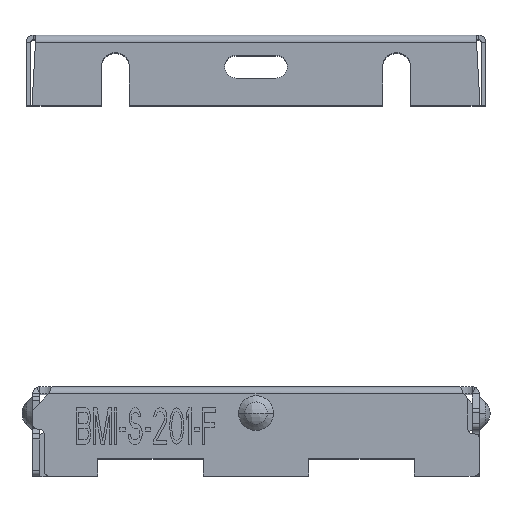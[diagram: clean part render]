
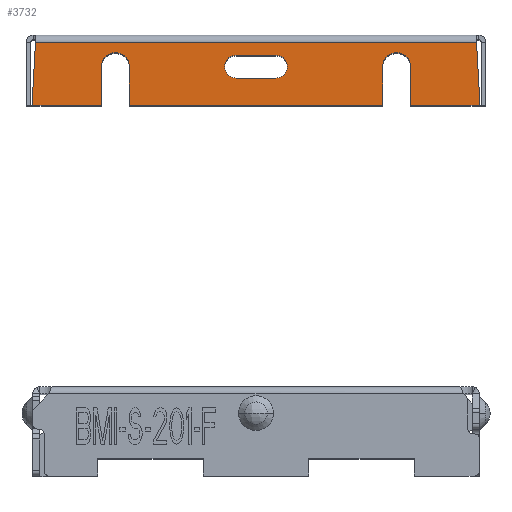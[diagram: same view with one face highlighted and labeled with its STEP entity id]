
A CAD part, top view. The second image highlights one B-rep face of the part: STEP entity #3732.
In plain terms, the highlighted planar face has unit normal (0, 0, 1).
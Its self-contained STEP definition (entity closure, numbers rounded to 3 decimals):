
#125 = VERTEX_POINT ( 'NONE', #7551 ) ;
#301 = EDGE_CURVE ( 'NONE', #125, #28236, #27703, .T. ) ;
#592 = EDGE_CURVE ( 'NONE', #14044, #14786, #7959, .T. ) ;
#671 = VERTEX_POINT ( 'NONE', #13602 ) ;
#696 = CARTESIAN_POINT ( 'NONE',  ( -0.565, 0.425, 7.01 ) ) ;
#899 = CARTESIAN_POINT ( 'NONE',  ( 6.33, 0.8, 7.01 ) ) ;
#1096 = DIRECTION ( 'NONE',  ( 0., -1., 0. ) ) ;
#1119 = DIRECTION ( 'NONE',  ( 0., 0., 1. ) ) ;
#1222 = VECTOR ( 'NONE', #18912, 1000. ) ;
#1314 = CARTESIAN_POINT ( 'NONE',  ( -3.6, -0.45, 7.01 ) ) ;
#1368 = ORIENTED_EDGE ( 'NONE', *, *, #14319, .F. ) ;
#1951 = VERTEX_POINT ( 'NONE', #31696 ) ;
#1961 = CARTESIAN_POINT ( 'NONE',  ( -4.4, 0.1, 7.01 ) ) ;
#1977 = LINE ( 'NONE', #6796, #30738 ) ;
#2040 = VERTEX_POINT ( 'NONE', #1961 ) ;
#2102 = CARTESIAN_POINT ( 'NONE',  ( 6.33, 0.8, 7.01 ) ) ;
#2163 = AXIS2_PLACEMENT_3D ( 'NONE', #899, #1119, #8315 ) ;
#2216 = DIRECTION ( 'NONE',  ( 0., 0., -1. ) ) ;
#2322 = CARTESIAN_POINT ( 'NONE',  ( 4., 0.1, 7.01 ) ) ;
#2423 = ORIENTED_EDGE ( 'NONE', *, *, #21203, .T. ) ;
#2476 = CARTESIAN_POINT ( 'NONE',  ( 0., -1., 7.01 ) ) ;
#2588 = LINE ( 'NONE', #5394, #21932 ) ;
#2730 = LINE ( 'NONE', #7620, #26391 ) ;
#2928 = VECTOR ( 'NONE', #11903, 1000. ) ;
#3732 = ADVANCED_FACE ( 'NONE', ( #27871, #32167 ), #23441, .T. ) ;
#3829 = ORIENTED_EDGE ( 'NONE', *, *, #5755, .T. ) ;
#4261 = CARTESIAN_POINT ( 'NONE',  ( 6.37, -1., 7.01 ) ) ;
#4493 = ORIENTED_EDGE ( 'NONE', *, *, #31238, .T. ) ;
#4659 = DIRECTION ( 'NONE',  ( 1., 0., 0. ) ) ;
#5324 = EDGE_CURVE ( 'NONE', #32414, #1951, #2588, .T. ) ;
#5394 = CARTESIAN_POINT ( 'NONE',  ( 0., -0.225, 7.01 ) ) ;
#5434 = EDGE_CURVE ( 'NONE', #14786, #24816, #17585, .T. ) ;
#5510 = LINE ( 'NONE', #2476, #10221 ) ;
#5626 = DIRECTION ( 'NONE',  ( 0.056, -0.998, 0. ) ) ;
#5687 = DIRECTION ( 'NONE',  ( 0., 0., -1. ) ) ;
#5755 = EDGE_CURVE ( 'NONE', #32414, #13513, #12404, .T. ) ;
#6113 = CARTESIAN_POINT ( 'NONE',  ( -4.4, -0.45, 7.01 ) ) ;
#6370 = ORIENTED_EDGE ( 'NONE', *, *, #23608, .T. ) ;
#6415 = CARTESIAN_POINT ( 'NONE',  ( 3.6, -1., 7.01 ) ) ;
#6648 = DIRECTION ( 'NONE',  ( 0., 0., -1. ) ) ;
#6796 = CARTESIAN_POINT ( 'NONE',  ( 3.6, -0.45, 7.01 ) ) ;
#7029 = ORIENTED_EDGE ( 'NONE', *, *, #5324, .F. ) ;
#7439 = CIRCLE ( 'NONE', #11660, 0.4 ) ;
#7551 = CARTESIAN_POINT ( 'NONE',  ( -6.37, -1., 7.01 ) ) ;
#7616 = CARTESIAN_POINT ( 'NONE',  ( 6.27, 0.8, 7.01 ) ) ;
#7620 = CARTESIAN_POINT ( 'NONE',  ( 0., -1., 7.01 ) ) ;
#7649 = EDGE_LOOP ( 'NONE', ( #1368, #29081, #25313, #12696, #11089, #20695, #32531, #28271, #6370, #11578, #11252, #9234 ) ) ;
#7959 = LINE ( 'NONE', #28289, #1222 ) ;
#7979 = VECTOR ( 'NONE', #1096, 1000. ) ;
#8281 = VERTEX_POINT ( 'NONE', #22122 ) ;
#8315 = DIRECTION ( 'NONE',  ( 1., 0., 0. ) ) ;
#8338 = EDGE_CURVE ( 'NONE', #125, #671, #5510, .T. ) ;
#8434 = LINE ( 'NONE', #1314, #2928 ) ;
#8698 = DIRECTION ( 'NONE',  ( 1., 0., 0. ) ) ;
#9197 = CIRCLE ( 'NONE', #9542, 0.325 ) ;
#9234 = ORIENTED_EDGE ( 'NONE', *, *, #28845, .F. ) ;
#9542 = AXIS2_PLACEMENT_3D ( 'NONE', #25749, #5687, #23422 ) ;
#9627 = EDGE_CURVE ( 'NONE', #2040, #12744, #7439, .T. ) ;
#9926 = CARTESIAN_POINT ( 'NONE',  ( -0.565, -0.225, 7.01 ) ) ;
#10221 = VECTOR ( 'NONE', #12705, 1000. ) ;
#11089 = ORIENTED_EDGE ( 'NONE', *, *, #9627, .T. ) ;
#11252 = ORIENTED_EDGE ( 'NONE', *, *, #5434, .T. ) ;
#11578 = ORIENTED_EDGE ( 'NONE', *, *, #592, .T. ) ;
#11599 = VERTEX_POINT ( 'NONE', #14342 ) ;
#11660 = AXIS2_PLACEMENT_3D ( 'NONE', #28676, #31172, #15787 ) ;
#11788 = EDGE_CURVE ( 'NONE', #11599, #22516, #2730, .T. ) ;
#11903 = DIRECTION ( 'NONE',  ( 0., -1., 0. ) ) ;
#12188 = CARTESIAN_POINT ( 'NONE',  ( -6.32, -0.1, 7.01 ) ) ;
#12404 = CIRCLE ( 'NONE', #19128, 0.325 ) ;
#12696 = ORIENTED_EDGE ( 'NONE', *, *, #15162, .F. ) ;
#12705 = DIRECTION ( 'NONE',  ( 1., 0., 0. ) ) ;
#12744 = VERTEX_POINT ( 'NONE', #15011 ) ;
#12970 = CARTESIAN_POINT ( 'NONE',  ( 6.32, -0.1, 7.01 ) ) ;
#13139 = VECTOR ( 'NONE', #4659, 1000. ) ;
#13513 = VERTEX_POINT ( 'NONE', #696 ) ;
#13602 = CARTESIAN_POINT ( 'NONE',  ( -4.4, -1., 7.01 ) ) ;
#14044 = VERTEX_POINT ( 'NONE', #20874 ) ;
#14212 = EDGE_CURVE ( 'NONE', #12744, #11599, #8434, .T. ) ;
#14319 = EDGE_CURVE ( 'NONE', #28236, #27661, #15170, .T. ) ;
#14342 = CARTESIAN_POINT ( 'NONE',  ( -3.6, -1., 7.01 ) ) ;
#14435 = AXIS2_PLACEMENT_3D ( 'NONE', #28398, #23145, #15639 ) ;
#14768 = DIRECTION ( 'NONE',  ( 1., 0., 0. ) ) ;
#14786 = VERTEX_POINT ( 'NONE', #19277 ) ;
#14849 = DIRECTION ( 'NONE',  ( 0.056, 0.998, 0. ) ) ;
#15011 = CARTESIAN_POINT ( 'NONE',  ( -3.6, 0.1, 7.01 ) ) ;
#15162 = EDGE_CURVE ( 'NONE', #2040, #671, #32399, .T. ) ;
#15170 = LINE ( 'NONE', #2102, #13139 ) ;
#15639 = DIRECTION ( 'NONE',  ( 1., 0., 0. ) ) ;
#15787 = DIRECTION ( 'NONE',  ( 1., 0., 0. ) ) ;
#16436 = EDGE_CURVE ( 'NONE', #8281, #22516, #1977, .T. ) ;
#16992 = DIRECTION ( 'NONE',  ( -1., 0., 0. ) ) ;
#17185 = VERTEX_POINT ( 'NONE', #22532 ) ;
#17320 = CARTESIAN_POINT ( 'NONE',  ( 0., 0.425, 7.01 ) ) ;
#17585 = LINE ( 'NONE', #26530, #31323 ) ;
#17765 = CIRCLE ( 'NONE', #14435, 0.325 ) ;
#18003 = VERTEX_POINT ( 'NONE', #21637 ) ;
#18912 = DIRECTION ( 'NONE',  ( 0., -1., 0. ) ) ;
#18975 = CARTESIAN_POINT ( 'NONE',  ( -0.565, 0.1, 7.01 ) ) ;
#19128 = AXIS2_PLACEMENT_3D ( 'NONE', #18975, #6648, #8698 ) ;
#19277 = CARTESIAN_POINT ( 'NONE',  ( 4.4, -1., 7.01 ) ) ;
#19348 = LINE ( 'NONE', #17320, #32329 ) ;
#20695 = ORIENTED_EDGE ( 'NONE', *, *, #14212, .T. ) ;
#20874 = CARTESIAN_POINT ( 'NONE',  ( 4.4, 0.1, 7.01 ) ) ;
#20957 = EDGE_CURVE ( 'NONE', #17185, #13513, #19348, .T. ) ;
#21203 = EDGE_CURVE ( 'NONE', #18003, #1951, #17765, .T. ) ;
#21637 = CARTESIAN_POINT ( 'NONE',  ( 0.89, 0.1, 7.01 ) ) ;
#21932 = VECTOR ( 'NONE', #23120, 1000. ) ;
#22122 = CARTESIAN_POINT ( 'NONE',  ( 3.6, 0.1, 7.01 ) ) ;
#22516 = VERTEX_POINT ( 'NONE', #6415 ) ;
#22532 = CARTESIAN_POINT ( 'NONE',  ( 0.565, 0.425, 7.01 ) ) ;
#23118 = CARTESIAN_POINT ( 'NONE',  ( -6.27, 0.8, 7.01 ) ) ;
#23120 = DIRECTION ( 'NONE',  ( 1., 0., 0. ) ) ;
#23145 = DIRECTION ( 'NONE',  ( 0., 0., -1. ) ) ;
#23422 = DIRECTION ( 'NONE',  ( 1., 0., 0. ) ) ;
#23441 = PLANE ( 'NONE',  #2163 ) ;
#23473 = AXIS2_PLACEMENT_3D ( 'NONE', #2322, #2216, #14768 ) ;
#23497 = VECTOR ( 'NONE', #5626, 1000. ) ;
#23608 = EDGE_CURVE ( 'NONE', #8281, #14044, #30494, .T. ) ;
#23871 = LINE ( 'NONE', #12970, #23497 ) ;
#24163 = VECTOR ( 'NONE', #14849, 1000. ) ;
#24816 = VERTEX_POINT ( 'NONE', #4261 ) ;
#25313 = ORIENTED_EDGE ( 'NONE', *, *, #8338, .T. ) ;
#25749 = CARTESIAN_POINT ( 'NONE',  ( 0.565, 0.1, 7.01 ) ) ;
#26391 = VECTOR ( 'NONE', #29985, 1000. ) ;
#26530 = CARTESIAN_POINT ( 'NONE',  ( 0., -1., 7.01 ) ) ;
#26646 = DIRECTION ( 'NONE',  ( 1., 0., 0. ) ) ;
#27086 = DIRECTION ( 'NONE',  ( 0., -1., 0. ) ) ;
#27661 = VERTEX_POINT ( 'NONE', #7616 ) ;
#27703 = LINE ( 'NONE', #12188, #24163 ) ;
#27871 = FACE_OUTER_BOUND ( 'NONE', #7649, .T. ) ;
#28204 = EDGE_LOOP ( 'NONE', ( #3829, #30213, #4493, #2423, #7029 ) ) ;
#28236 = VERTEX_POINT ( 'NONE', #23118 ) ;
#28271 = ORIENTED_EDGE ( 'NONE', *, *, #16436, .F. ) ;
#28289 = CARTESIAN_POINT ( 'NONE',  ( 4.4, -0.45, 7.01 ) ) ;
#28398 = CARTESIAN_POINT ( 'NONE',  ( 0.565, 0.1, 7.01 ) ) ;
#28676 = CARTESIAN_POINT ( 'NONE',  ( -4., 0.1, 7.01 ) ) ;
#28845 = EDGE_CURVE ( 'NONE', #27661, #24816, #23871, .T. ) ;
#29081 = ORIENTED_EDGE ( 'NONE', *, *, #301, .F. ) ;
#29985 = DIRECTION ( 'NONE',  ( 1., 0., 0. ) ) ;
#30213 = ORIENTED_EDGE ( 'NONE', *, *, #20957, .F. ) ;
#30494 = CIRCLE ( 'NONE', #23473, 0.4 ) ;
#30738 = VECTOR ( 'NONE', #27086, 1000. ) ;
#31172 = DIRECTION ( 'NONE',  ( 0., 0., -1. ) ) ;
#31238 = EDGE_CURVE ( 'NONE', #17185, #18003, #9197, .T. ) ;
#31323 = VECTOR ( 'NONE', #26646, 1000. ) ;
#31696 = CARTESIAN_POINT ( 'NONE',  ( 0.565, -0.225, 7.01 ) ) ;
#32167 = FACE_BOUND ( 'NONE', #28204, .T. ) ;
#32329 = VECTOR ( 'NONE', #16992, 1000. ) ;
#32399 = LINE ( 'NONE', #6113, #7979 ) ;
#32414 = VERTEX_POINT ( 'NONE', #9926 ) ;
#32531 = ORIENTED_EDGE ( 'NONE', *, *, #11788, .T. ) ;
